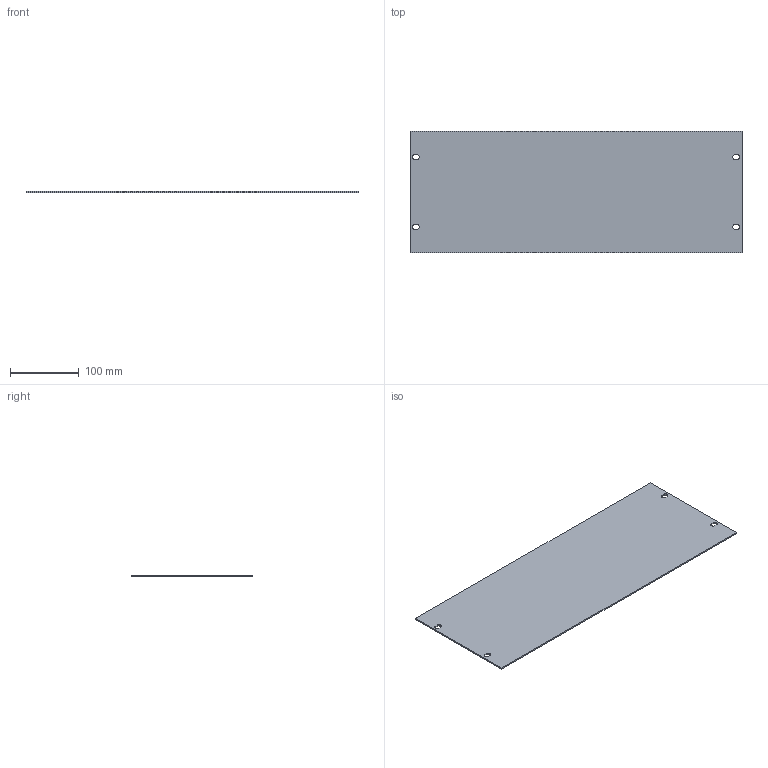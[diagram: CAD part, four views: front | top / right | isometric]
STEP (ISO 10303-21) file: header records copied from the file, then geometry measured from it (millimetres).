
FILE_DESCRIPTION((''),'2;1');
FILE_NAME('HT01048XXRMXX_004','2014-11-10T',('wkoerber'),(''),'PRO/ENGINEER BY PARAMETRIC TECHNOLOGY CORPORATION, 2010160','PRO/ENGINEER BY PARAMETRIC TECHNOLOGY CORPORATION, 2010160','');
FILE_SCHEMA(('AUTOMOTIVE_DESIGN { 1 0 10303 214 1 1 1 1 }'));
Length unit declared in the file: millimetre
Products named in the file (1): HT01048XXRMXX_004
Bounding box: 482.6 x 177 x 2 mm (x, y, z)
Volume: 170359.5 mm3; surface area: 173224.8 mm2
Topology: 1 solids, 1 shells, 22 faces, 60 edges, 40 vertices
Faces by surface type: plane 14, cylinder 8
Entity records: 800 total; most frequent: CARTESIAN_POINT 123, DIRECTION 120, ORIENTED_EDGE 120, EDGE_CURVE 60, VECTOR 44, LINE 44, VERTEX_POINT 40, COLOUR_RGB 38
